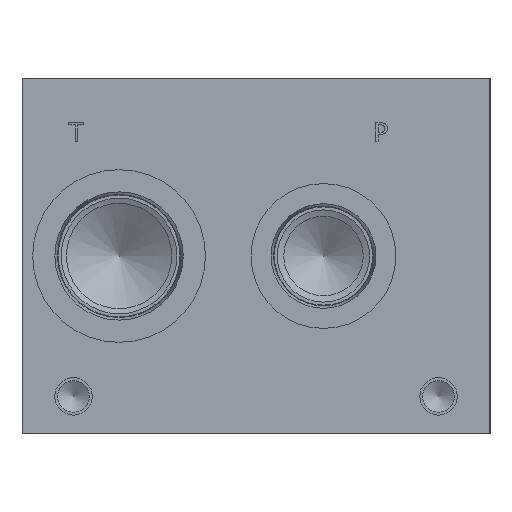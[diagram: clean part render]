
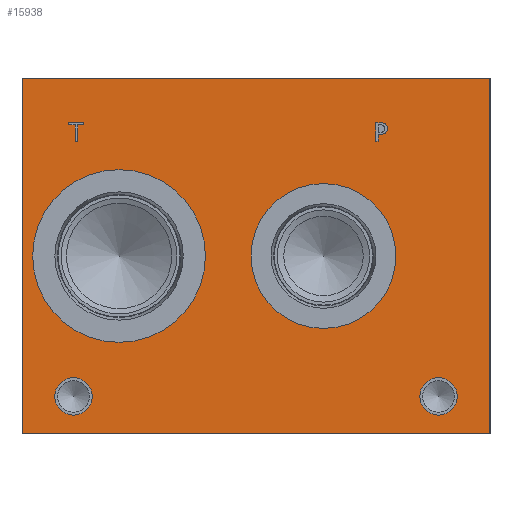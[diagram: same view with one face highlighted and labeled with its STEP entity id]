
A CAD part, left-side view. The second image highlights one B-rep face of the part: STEP entity #15938.
In plain terms, the highlighted planar face has unit normal (-1, 0, 0).
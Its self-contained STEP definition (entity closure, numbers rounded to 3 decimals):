
#233=CIRCLE('',#16639,29.286);
#234=CIRCLE('',#16640,29.286);
#235=CIRCLE('',#16641,24.562);
#236=CIRCLE('',#16642,24.562);
#237=CIRCLE('',#16643,6.35);
#238=CIRCLE('',#16644,6.35);
#239=CIRCLE('',#16645,6.35);
#240=CIRCLE('',#16646,6.35);
#961=B_SPLINE_CURVE_WITH_KNOTS('',2,(#26370,#26371,#26372,#26373),
 .UNSPECIFIED.,.F.,.F.,(3,1,3),(0.,1.,2.),.UNSPECIFIED.);
#963=B_SPLINE_CURVE_WITH_KNOTS('',2,(#26391,#26392,#26393,#26394),
 .UNSPECIFIED.,.F.,.F.,(3,1,3),(0.,1.,2.),.UNSPECIFIED.);
#965=B_SPLINE_CURVE_WITH_KNOTS('',2,(#26440,#26441,#26442,#26443),
 .UNSPECIFIED.,.F.,.F.,(3,1,3),(0.,1.,2.),.UNSPECIFIED.);
#967=B_SPLINE_CURVE_WITH_KNOTS('',2,(#26458,#26459,#26460,#26461),
 .UNSPECIFIED.,.F.,.F.,(3,1,3),(0.,1.,2.),.UNSPECIFIED.);
#1205=FACE_BOUND('',#2771,.T.);
#1206=FACE_BOUND('',#2772,.T.);
#1207=FACE_BOUND('',#2773,.T.);
#1208=FACE_BOUND('',#2774,.T.);
#1209=FACE_BOUND('',#2775,.T.);
#1210=FACE_BOUND('',#2776,.T.);
#1868=FACE_OUTER_BOUND('',#2770,.T.);
#2770=EDGE_LOOP('',(#12997,#12998,#12999,#13000));
#2771=EDGE_LOOP('',(#13001,#13002));
#2772=EDGE_LOOP('',(#13003,#13004));
#2773=EDGE_LOOP('',(#13005,#13006));
#2774=EDGE_LOOP('',(#13007,#13008));
#2775=EDGE_LOOP('',(#13009,#13010,#13011,#13012,#13013,#13014,#13015,#13016));
#2776=EDGE_LOOP('',(#13017,#13018,#13019,#13020,#13021,#13022,#13023,#13024,
#13025));
#3246=LINE('',#21442,#4726);
#4339=LINE('',#26403,#5819);
#4342=LINE('',#26409,#5822);
#4345=LINE('',#26415,#5825);
#4348=LINE('',#26421,#5828);
#4351=LINE('',#26427,#5831);
#4355=LINE('',#26469,#5835);
#4356=LINE('',#26471,#5836);
#4357=LINE('',#26472,#5837);
#4358=LINE('',#26491,#5838);
#4359=LINE('',#26493,#5839);
#4360=LINE('',#26495,#5840);
#4361=LINE('',#26497,#5841);
#4362=LINE('',#26499,#5842);
#4363=LINE('',#26501,#5843);
#4364=LINE('',#26503,#5844);
#4365=LINE('',#26504,#5845);
#4726=VECTOR('',#17520,10.);
#5819=VECTOR('',#19371,10.);
#5822=VECTOR('',#19376,10.);
#5825=VECTOR('',#19381,10.);
#5828=VECTOR('',#19386,10.);
#5831=VECTOR('',#19391,10.);
#5835=VECTOR('',#19399,10.);
#5836=VECTOR('',#19400,10.);
#5837=VECTOR('',#19401,10.);
#5838=VECTOR('',#19418,10.);
#5839=VECTOR('',#19419,10.);
#5840=VECTOR('',#19420,10.);
#5841=VECTOR('',#19421,10.);
#5842=VECTOR('',#19422,10.);
#5843=VECTOR('',#19423,10.);
#5844=VECTOR('',#19424,10.);
#5845=VECTOR('',#19425,10.);
#6175=VERTEX_POINT('',#21435);
#6178=VERTEX_POINT('',#21440);
#7133=VERTEX_POINT('',#26368);
#7134=VERTEX_POINT('',#26369);
#7137=VERTEX_POINT('',#26390);
#7139=VERTEX_POINT('',#26402);
#7141=VERTEX_POINT('',#26408);
#7143=VERTEX_POINT('',#26414);
#7145=VERTEX_POINT('',#26420);
#7147=VERTEX_POINT('',#26426);
#7149=VERTEX_POINT('',#26439);
#7151=VERTEX_POINT('',#26468);
#7152=VERTEX_POINT('',#26470);
#7153=VERTEX_POINT('',#26473);
#7154=VERTEX_POINT('',#26474);
#7155=VERTEX_POINT('',#26477);
#7156=VERTEX_POINT('',#26478);
#7157=VERTEX_POINT('',#26481);
#7158=VERTEX_POINT('',#26482);
#7159=VERTEX_POINT('',#26485);
#7160=VERTEX_POINT('',#26486);
#7161=VERTEX_POINT('',#26489);
#7162=VERTEX_POINT('',#26490);
#7163=VERTEX_POINT('',#26492);
#7164=VERTEX_POINT('',#26494);
#7165=VERTEX_POINT('',#26496);
#7166=VERTEX_POINT('',#26498);
#7167=VERTEX_POINT('',#26500);
#7168=VERTEX_POINT('',#26502);
#7772=EDGE_CURVE('',#6175,#6178,#3246,.T.);
#9194=EDGE_CURVE('',#7133,#7134,#961,.T.);
#9198=EDGE_CURVE('',#7137,#7133,#963,.T.);
#9201=EDGE_CURVE('',#7139,#7137,#4339,.T.);
#9204=EDGE_CURVE('',#7141,#7139,#4342,.T.);
#9207=EDGE_CURVE('',#7143,#7141,#4345,.T.);
#9210=EDGE_CURVE('',#7145,#7143,#4348,.T.);
#9213=EDGE_CURVE('',#7147,#7145,#4351,.T.);
#9216=EDGE_CURVE('',#7149,#7147,#965,.T.);
#9219=EDGE_CURVE('',#7134,#7149,#967,.T.);
#9221=EDGE_CURVE('',#7151,#6175,#4355,.T.);
#9222=EDGE_CURVE('',#7152,#6178,#4356,.T.);
#9223=EDGE_CURVE('',#7151,#7152,#4357,.T.);
#9224=EDGE_CURVE('',#7153,#7154,#233,.T.);
#9225=EDGE_CURVE('',#7154,#7153,#234,.T.);
#9226=EDGE_CURVE('',#7155,#7156,#235,.T.);
#9227=EDGE_CURVE('',#7156,#7155,#236,.T.);
#9228=EDGE_CURVE('',#7157,#7158,#237,.T.);
#9229=EDGE_CURVE('',#7158,#7157,#238,.T.);
#9230=EDGE_CURVE('',#7159,#7160,#239,.T.);
#9231=EDGE_CURVE('',#7160,#7159,#240,.T.);
#9232=EDGE_CURVE('',#7161,#7162,#4358,.T.);
#9233=EDGE_CURVE('',#7162,#7163,#4359,.T.);
#9234=EDGE_CURVE('',#7163,#7164,#4360,.T.);
#9235=EDGE_CURVE('',#7164,#7165,#4361,.T.);
#9236=EDGE_CURVE('',#7165,#7166,#4362,.T.);
#9237=EDGE_CURVE('',#7166,#7167,#4363,.T.);
#9238=EDGE_CURVE('',#7167,#7168,#4364,.T.);
#9239=EDGE_CURVE('',#7168,#7161,#4365,.T.);
#12997=ORIENTED_EDGE('',*,*,#9221,.T.);
#12998=ORIENTED_EDGE('',*,*,#7772,.T.);
#12999=ORIENTED_EDGE('',*,*,#9222,.F.);
#13000=ORIENTED_EDGE('',*,*,#9223,.F.);
#13001=ORIENTED_EDGE('',*,*,#9224,.T.);
#13002=ORIENTED_EDGE('',*,*,#9225,.T.);
#13003=ORIENTED_EDGE('',*,*,#9226,.T.);
#13004=ORIENTED_EDGE('',*,*,#9227,.T.);
#13005=ORIENTED_EDGE('',*,*,#9228,.T.);
#13006=ORIENTED_EDGE('',*,*,#9229,.T.);
#13007=ORIENTED_EDGE('',*,*,#9230,.T.);
#13008=ORIENTED_EDGE('',*,*,#9231,.T.);
#13009=ORIENTED_EDGE('',*,*,#9232,.T.);
#13010=ORIENTED_EDGE('',*,*,#9233,.T.);
#13011=ORIENTED_EDGE('',*,*,#9234,.T.);
#13012=ORIENTED_EDGE('',*,*,#9235,.T.);
#13013=ORIENTED_EDGE('',*,*,#9236,.T.);
#13014=ORIENTED_EDGE('',*,*,#9237,.T.);
#13015=ORIENTED_EDGE('',*,*,#9238,.T.);
#13016=ORIENTED_EDGE('',*,*,#9239,.T.);
#13017=ORIENTED_EDGE('',*,*,#9194,.T.);
#13018=ORIENTED_EDGE('',*,*,#9219,.T.);
#13019=ORIENTED_EDGE('',*,*,#9216,.T.);
#13020=ORIENTED_EDGE('',*,*,#9213,.T.);
#13021=ORIENTED_EDGE('',*,*,#9210,.T.);
#13022=ORIENTED_EDGE('',*,*,#9207,.T.);
#13023=ORIENTED_EDGE('',*,*,#9204,.T.);
#13024=ORIENTED_EDGE('',*,*,#9201,.T.);
#13025=ORIENTED_EDGE('',*,*,#9198,.T.);
#14720=PLANE('',#16638);
#15938=ADVANCED_FACE('',(#1868,#1205,#1206,#1207,#1208,#1209,#1210),#14720,
 .T.);
#16638=AXIS2_PLACEMENT_3D('',#26467,#19397,#19398);
#16639=AXIS2_PLACEMENT_3D('',#26475,#19402,#19403);
#16640=AXIS2_PLACEMENT_3D('',#26476,#19404,#19405);
#16641=AXIS2_PLACEMENT_3D('',#26479,#19406,#19407);
#16642=AXIS2_PLACEMENT_3D('',#26480,#19408,#19409);
#16643=AXIS2_PLACEMENT_3D('',#26483,#19410,#19411);
#16644=AXIS2_PLACEMENT_3D('',#26484,#19412,#19413);
#16645=AXIS2_PLACEMENT_3D('',#26487,#19414,#19415);
#16646=AXIS2_PLACEMENT_3D('',#26488,#19416,#19417);
#17520=DIRECTION('',(0.,0.,1.));
#19371=DIRECTION('',(0.,-1.,0.));
#19376=DIRECTION('',(0.,0.,1.));
#19381=DIRECTION('',(0.,1.,0.));
#19386=DIRECTION('',(0.,0.,-1.));
#19391=DIRECTION('',(0.,1.,0.));
#19397=DIRECTION('center_axis',(-1.,0.,0.));
#19398=DIRECTION('ref_axis',(0.,-1.,0.));
#19399=DIRECTION('',(0.,-1.,0.));
#19400=DIRECTION('',(0.,-1.,0.));
#19401=DIRECTION('',(0.,0.,1.));
#19402=DIRECTION('center_axis',(1.,0.,0.));
#19403=DIRECTION('ref_axis',(0.,0.,1.));
#19404=DIRECTION('center_axis',(1.,0.,0.));
#19405=DIRECTION('ref_axis',(0.,0.,1.));
#19406=DIRECTION('center_axis',(1.,0.,0.));
#19407=DIRECTION('ref_axis',(0.,0.,1.));
#19408=DIRECTION('center_axis',(1.,0.,0.));
#19409=DIRECTION('ref_axis',(0.,0.,1.));
#19410=DIRECTION('center_axis',(1.,0.,0.));
#19411=DIRECTION('ref_axis',(0.,1.,0.));
#19412=DIRECTION('center_axis',(1.,0.,0.));
#19413=DIRECTION('ref_axis',(0.,1.,0.));
#19414=DIRECTION('center_axis',(1.,0.,0.));
#19415=DIRECTION('ref_axis',(0.,1.,0.));
#19416=DIRECTION('center_axis',(1.,0.,0.));
#19417=DIRECTION('ref_axis',(0.,1.,0.));
#19418=DIRECTION('',(0.,1.,0.));
#19419=DIRECTION('',(0.,0.,1.));
#19420=DIRECTION('',(0.,1.,0.));
#19421=DIRECTION('',(0.,0.,1.));
#19422=DIRECTION('',(0.,-1.,0.));
#19423=DIRECTION('',(0.,0.,-1.));
#19424=DIRECTION('',(0.,1.,0.));
#19425=DIRECTION('',(0.,0.,-1.));
#21435=CARTESIAN_POINT('',(0.,0.,0.));
#21440=CARTESIAN_POINT('',(0.,0.,120.65));
#21442=CARTESIAN_POINT('',(0.,0.,0.));
#26368=CARTESIAN_POINT('',(0.,35.571,105.141));
#26369=CARTESIAN_POINT('',(0.,34.815,103.623));
#26370=CARTESIAN_POINT('Ctrl Pts',(0.,35.571,105.141));
#26371=CARTESIAN_POINT('Ctrl Pts',(0.,35.216,104.899));
#26372=CARTESIAN_POINT('Ctrl Pts',(0.,34.815,104.153));
#26373=CARTESIAN_POINT('Ctrl Pts',(0.,34.815,103.623));
#26390=CARTESIAN_POINT('',(0.,37.233,105.537));
#26391=CARTESIAN_POINT('Ctrl Pts',(0.,37.233,105.537));
#26392=CARTESIAN_POINT('Ctrl Pts',(0.,36.667,105.537));
#26393=CARTESIAN_POINT('Ctrl Pts',(0.,35.875,105.352));
#26394=CARTESIAN_POINT('Ctrl Pts',(0.,35.571,105.141));
#26402=CARTESIAN_POINT('',(0.,38.828,105.537));
#26403=CARTESIAN_POINT('',(0.,98.789,105.537));
#26408=CARTESIAN_POINT('',(0.,38.828,99.187));
#26409=CARTESIAN_POINT('',(0.,38.828,49.593));
#26414=CARTESIAN_POINT('',(0.,37.984,99.187));
#26415=CARTESIAN_POINT('',(0.,98.367,99.187));
#26420=CARTESIAN_POINT('',(0.,37.984,101.554));
#26421=CARTESIAN_POINT('',(0.,37.984,50.777));
#26426=CARTESIAN_POINT('',(0.,37.269,101.554));
#26427=CARTESIAN_POINT('',(0.,98.01,101.554));
#26439=CARTESIAN_POINT('',(0.,35.37,102.213));
#26440=CARTESIAN_POINT('Ctrl Pts',(0.,35.37,102.213));
#26441=CARTESIAN_POINT('Ctrl Pts',(0.,35.7,101.889));
#26442=CARTESIAN_POINT('Ctrl Pts',(0.,36.59,101.554));
#26443=CARTESIAN_POINT('Ctrl Pts',(0.,37.269,101.554));
#26458=CARTESIAN_POINT('Ctrl Pts',(0.,34.815,103.623));
#26459=CARTESIAN_POINT('Ctrl Pts',(0.,34.815,103.211));
#26460=CARTESIAN_POINT('Ctrl Pts',(0.,35.108,102.47));
#26461=CARTESIAN_POINT('Ctrl Pts',(0.,35.37,102.213));
#26467=CARTESIAN_POINT('Origin',(0.,158.75,0.));
#26468=CARTESIAN_POINT('',(0.,158.75,0.));
#26469=CARTESIAN_POINT('',(0.,158.75,0.));
#26470=CARTESIAN_POINT('',(0.,158.75,120.65));
#26471=CARTESIAN_POINT('',(0.,158.75,120.65));
#26472=CARTESIAN_POINT('',(0.,158.75,0.));
#26473=CARTESIAN_POINT('',(0.,125.832,89.611));
#26474=CARTESIAN_POINT('',(0.,125.832,31.039));
#26475=CARTESIAN_POINT('Origin',(0.,125.832,60.325));
#26476=CARTESIAN_POINT('Origin',(0.,125.832,60.325));
#26477=CARTESIAN_POINT('',(0.,56.49,84.887));
#26478=CARTESIAN_POINT('',(0.,56.49,35.763));
#26479=CARTESIAN_POINT('Origin',(0.,56.49,60.325));
#26480=CARTESIAN_POINT('Origin',(0.,56.49,60.325));
#26481=CARTESIAN_POINT('',(0.,147.625,12.7));
#26482=CARTESIAN_POINT('',(0.,134.925,12.7));
#26483=CARTESIAN_POINT('Origin',(0.,141.275,12.7));
#26484=CARTESIAN_POINT('Origin',(0.,141.275,12.7));
#26485=CARTESIAN_POINT('',(0.,23.8,12.7));
#26486=CARTESIAN_POINT('',(0.,11.1,12.7));
#26487=CARTESIAN_POINT('Origin',(0.,17.45,12.7));
#26488=CARTESIAN_POINT('Origin',(0.,17.45,12.7));
#26489=CARTESIAN_POINT('',(0.,139.88,99.187));
#26490=CARTESIAN_POINT('',(0.,140.724,99.187));
#26491=CARTESIAN_POINT('',(0.,149.315,99.187));
#26492=CARTESIAN_POINT('',(0.,140.724,104.786));
#26493=CARTESIAN_POINT('',(0.,140.724,49.594));
#26494=CARTESIAN_POINT('',(0.,142.855,104.786));
#26495=CARTESIAN_POINT('',(0.,149.737,104.786));
#26496=CARTESIAN_POINT('',(0.,142.855,105.537));
#26497=CARTESIAN_POINT('',(0.,142.855,52.393));
#26498=CARTESIAN_POINT('',(0.,137.75,105.537));
#26499=CARTESIAN_POINT('',(0.,150.802,105.537));
#26500=CARTESIAN_POINT('',(0.,137.75,104.786));
#26501=CARTESIAN_POINT('',(0.,137.75,52.768));
#26502=CARTESIAN_POINT('',(0.,139.88,104.786));
#26503=CARTESIAN_POINT('',(0.,148.25,104.786));
#26504=CARTESIAN_POINT('',(0.,139.88,52.393));
